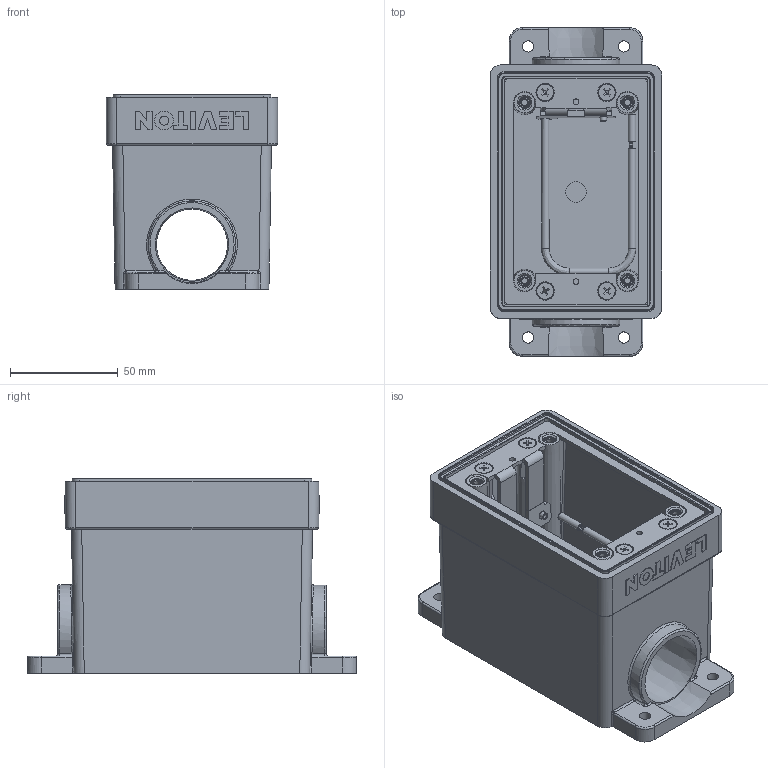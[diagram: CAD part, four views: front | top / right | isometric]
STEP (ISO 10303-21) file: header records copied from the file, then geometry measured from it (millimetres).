
FILE_DESCRIPTION (( 'STEP AP214' ), '1' );
FILE_NAME ('CATSTD-FDBX1-0XX-M01.STEP', '2020-07-30T12:21:56', ( '' ), ( '' ), 'SwSTEP 2.0', 'SolidWorks 2017', '' );
FILE_SCHEMA (( 'AUTOMOTIVE_DESIGN' ));
Length unit declared in the file: inch
Products named in the file (2): CATSTD-FDBX1-0XX-M01
Bounding box: 79.38 x 152.4 x 90.07 mm (x, y, z)
Surface area: 91820 mm2 (no closed solid volume)
Topology: 0 solids, 13 shells, 452 faces, 1477 edges, 1016 vertices
Faces by surface type: plane 260, cylinder 109, bspline 34, cone 31, torus 14, sphere 4
Full cylindrical faces by diameter (mm): 2.286 x1, 2.692 x2, 2.774 x4, 3.048 x1, 3.251 x1, 3.429 x4, 3.962 x1, 4.182 x2, 5.232 x4, 8.712 x2, 9.525 x1
Entity records: 24855 total; most frequent: CARTESIAN_POINT 7358, ORIENTED_EDGE 2378, DIRECTION 2094, EDGE_CURVE 1384, VERTEX_POINT 982, LINE 714, VECTOR 714, AXIS2_PLACEMENT_3D 690
